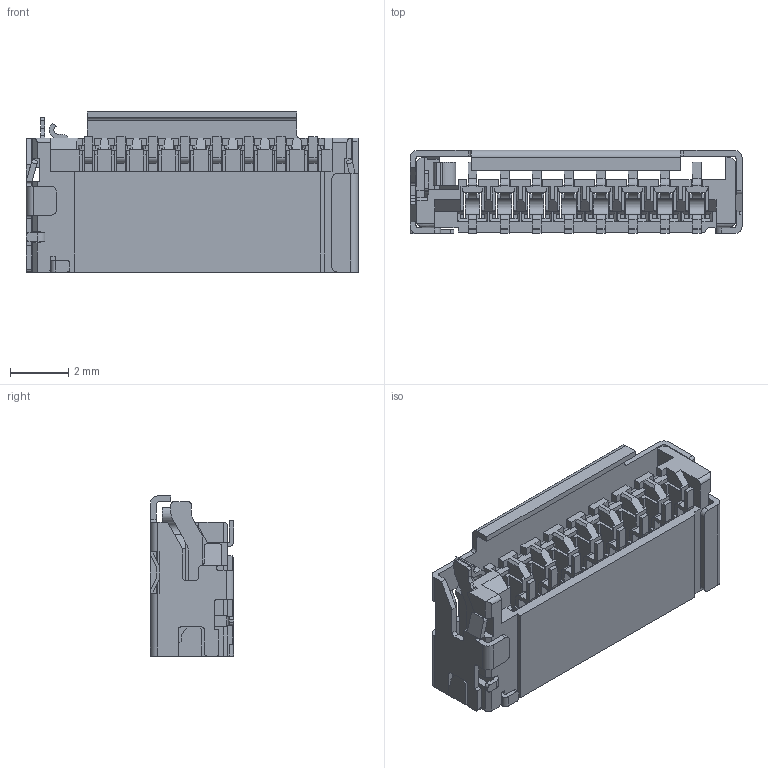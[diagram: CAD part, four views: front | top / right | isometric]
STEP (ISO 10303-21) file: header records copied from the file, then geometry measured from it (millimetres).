
FILE_DESCRIPTION((''),'2;1');
FILE_NAME('473092851','2015-11-10T',('me'),(''),'PRO/ENGINEER BY PARAMETRIC TECHNOLOGY CORPORATION, 2011490','PRO/ENGINEER BY PARAMETRIC TECHNOLOGY CORPORATION, 2011490','');
FILE_SCHEMA(('CONFIG_CONTROL_DESIGN'));
Length unit declared in the file: millimetre
Products named in the file (1): 473092851
Bounding box: 11.4 x 2.85 x 5.5 mm (x, y, z)
Volume: 72.3 mm3; surface area: 516.5 mm2
Topology: 2 solids, 2 shells, 871 faces, 2664 edges, 1751 vertices
Faces by surface type: plane 698, cylinder 173
Entity records: 29425 total; most frequent: CARTESIAN_POINT 5276, ORIENTED_EDGE 5232, DIRECTION 4744, EDGE_CURVE 2616, VECTOR 2314, LINE 2314, VERTEX_POINT 1703, AXIS2_PLACEMENT_3D 1215
